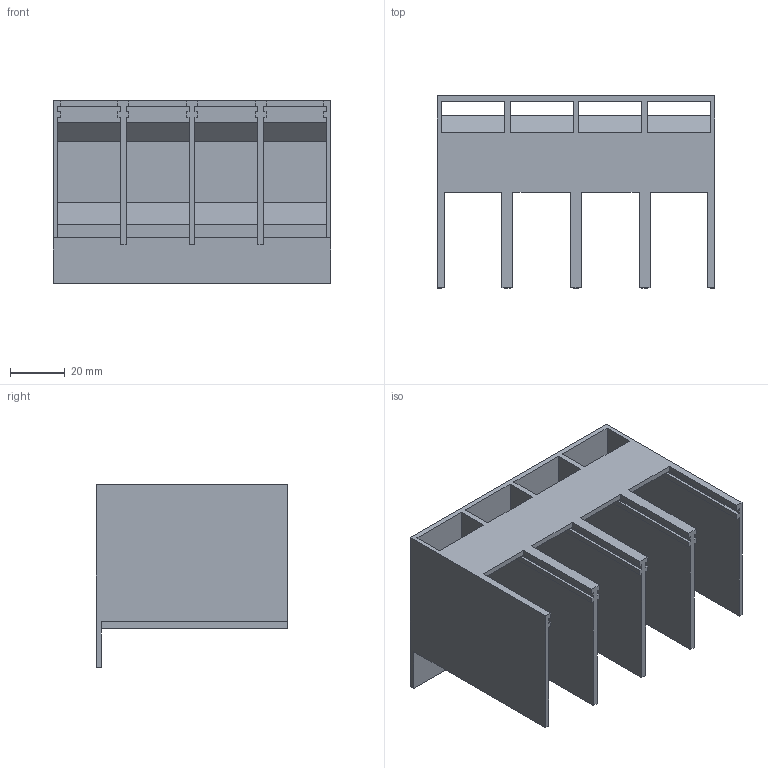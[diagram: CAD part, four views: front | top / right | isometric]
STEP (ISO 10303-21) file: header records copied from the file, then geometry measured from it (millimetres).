
FILE_DESCRIPTION(('CATIA V5 STEP Exchange'),'2;1');
FILE_NAME('1SDH001295R0086_1PA_001_00_XT1_4P_FIXED_HTC_SUP.stp','2014-11-11T15:20:19+00:00',('none'),('none'),'CATIA Version 5 Release 20 SP 1 (IN-10)','CATIA V5 STEP AP214','none');
FILE_SCHEMA(('AUTOMOTIVE_DESIGN { 1 0 10303 214 1 1 1 1 }'));
Length unit declared in the file: millimetre
Products named in the file (1): 1SDH001295R0086_1PA_001_00_XT1_4P_FIXED_HTC_SUP
Bounding box: 101.2 x 70 x 66.5 mm (x, y, z)
Volume: 61313.5 mm3; surface area: 65598.4 mm2
Topology: 1 solids, 1 shells, 116 faces, 354 edges, 236 vertices
Faces by surface type: plane 116
Entity records: 3573 total; most frequent: ORIENTED_EDGE 708, CARTESIAN_POINT 643, DIRECTION 446, EDGE_CURVE 354, VECTOR 350, LINE 350, VERTEX_POINT 236, EDGE_LOOP 120
